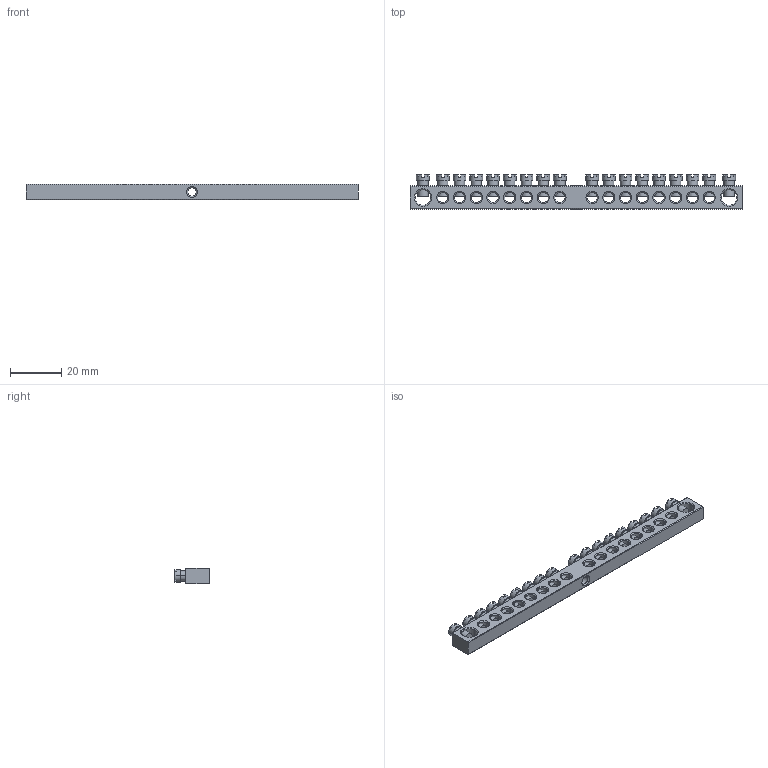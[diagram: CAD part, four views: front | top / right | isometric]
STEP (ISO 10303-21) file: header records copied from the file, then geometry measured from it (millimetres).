
FILE_DESCRIPTION (( 'STEP AP214' ), '1' );
FILE_NAME ('YNN10-18-100 Øèíà PEN çåìëÿ-íîëü 6õ9ìì 18_1 (18ãðóïïû_êðåï ïî öåíòð) ÈÝÊ.STEP', '2016-08-24T13:09:29', ( 'user' ), ( '' ), 'SwSTEP 2.0', 'SolidWorks 2014', '' );
FILE_SCHEMA (( 'AUTOMOTIVE_DESIGN' ));
Length unit declared in the file: millimetre
Products named in the file (3): YNN10-18-100 Øèíà PEN çåìëÿ-íîëü 6õ9ìì 18_1 (18ãðóïïû_êðåï ïî öåíòð) ÈÝÊ; Øèíà ÂõÍ n-1_6å9 18-1; Âèíò_Œ4
Assembly tree (19 placements, depth 2):
  YNN10-18-100 Øèíà PEN çåìëÿ-íîëü 6õ9ìì 18_1 (18ãðóïïû_êðåï ïî öåíòð) ÈÝÊ
    Øèíà ÂõÍ n-1_6å9 18-1
    Âèíò_Œ4  x18
Bounding box: 129 x 13.3 x 6 mm (x, y, z)
Volume: 6827.7 mm3; surface area: 7934.6 mm2
Topology: 19 solids, 19 shells, 916 faces, 2468 edges, 1590 vertices
Faces by surface type: plane 568, cone 202, cylinder 146
Entity records: 8691 total; most frequent: CARTESIAN_POINT 2229, DIRECTION 1305, ORIENTED_EDGE 1158, EDGE_CURVE 579, AXIS2_PLACEMENT_3D 519, VERTEX_POINT 349, EDGE_LOOP 312, LINE 267
